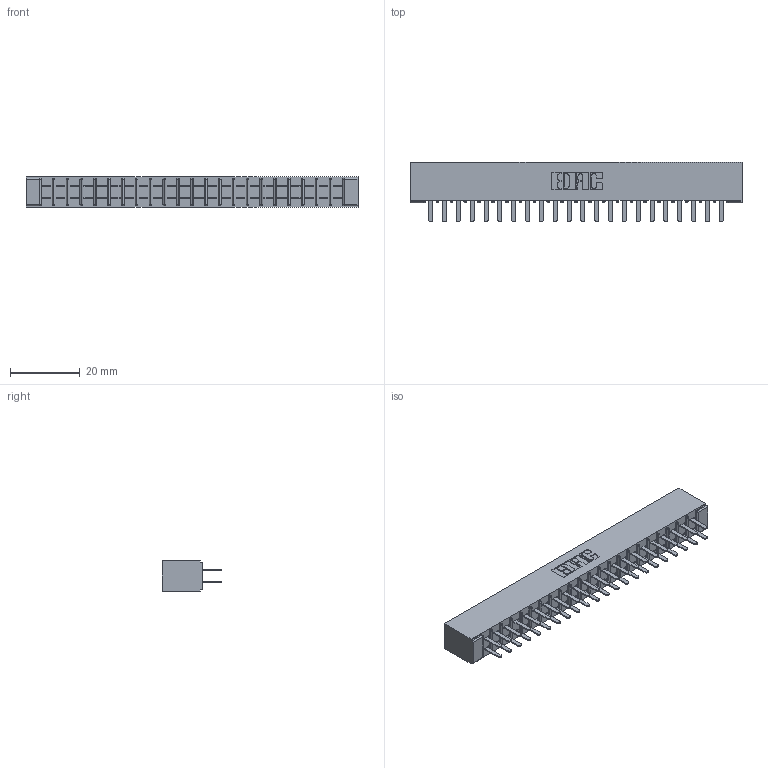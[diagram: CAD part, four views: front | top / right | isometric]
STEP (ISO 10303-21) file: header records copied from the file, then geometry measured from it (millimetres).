
FILE_DESCRIPTION (( 'STEP AP203' ), '1' );
FILE_NAME ('305-044-520-501.STEP', '2019-09-09T19:56:02', ( '' ), ( '' ), 'SwSTEP 2.0', 'SolidWorks 2016', '' );
FILE_SCHEMA (( 'CONFIG_CONTROL_DESIGN' ));
Length unit declared in the file: inch
Products named in the file (3): 305-044-520-501; 305 Part_No Mounting; 305-290-001_520
Assembly tree (45 placements, depth 2):
  305-044-520-501
    305 Part_No Mounting
    305-290-001_520  x44
Bounding box: 95.05 x 17.09 x 8.71 mm (x, y, z)
Volume: 5840.4 mm3; surface area: 12313.7 mm2
Topology: 45 solids, 45 shells, 2132 faces, 6078 edges, 3932 vertices
Faces by surface type: plane 1252, cylinder 792, sphere 88
Entity records: 25857 total; most frequent: CARTESIAN_POINT 4276, ORIENTED_EDGE 4240, DIRECTION 4150, EDGE_CURVE 2120, LINE 1698, VECTOR 1698, VERTEX_POINT 1352, AXIS2_PLACEMENT_3D 1226
